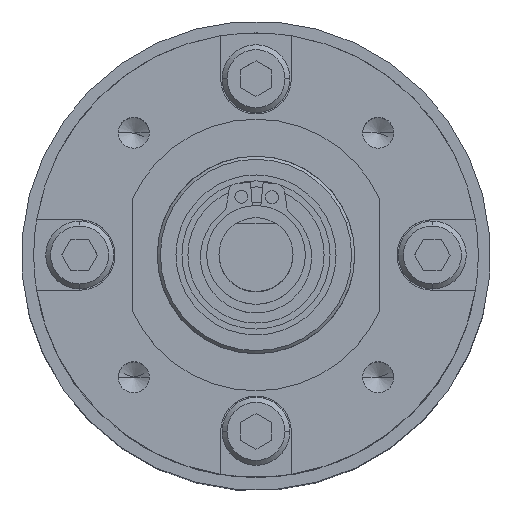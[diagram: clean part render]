
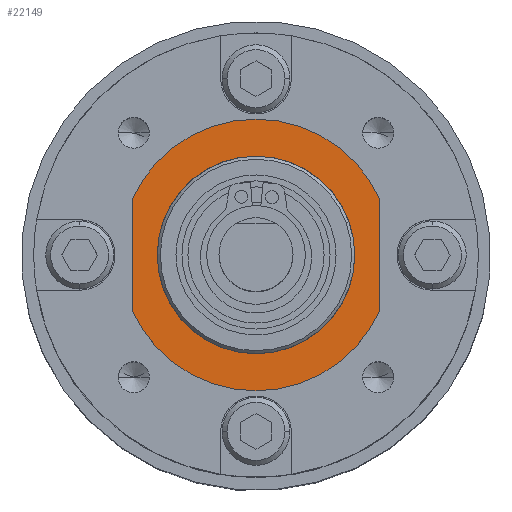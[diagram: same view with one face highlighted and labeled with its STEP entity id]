
A CAD part, top view. The second image highlights one B-rep face of the part: STEP entity #22149.
In plain terms, the highlighted planar face has unit normal (0, 0, 1).
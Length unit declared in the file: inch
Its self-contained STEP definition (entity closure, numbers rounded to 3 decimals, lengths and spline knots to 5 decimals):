
#14 = DIRECTION ( 'NONE',  ( 0., 0., 1. ) ) ;
#350 = CIRCLE ( 'NONE', #14110, 0.43307 ) ;
#549 = LINE ( 'NONE', #19786, #2131 ) ;
#633 = EDGE_CURVE ( 'NONE', #9707, #34462, #16250, .T. ) ;
#926 = DIRECTION ( 'NONE',  ( 0., 0., 1. ) ) ;
#1381 = DIRECTION ( 'NONE',  ( 1., 0., 0. ) ) ;
#1453 = CARTESIAN_POINT ( 'NONE',  ( -0.3937, -0.18042, 1.09843 ) ) ;
#2131 = VECTOR ( 'NONE', #30788, 39.37008 ) ;
#2618 = ORIENTED_EDGE ( 'NONE', *, *, #7470, .F. ) ;
#3083 = PLANE ( 'NONE',  #12323 ) ;
#4001 = ORIENTED_EDGE ( 'NONE', *, *, #633, .F. ) ;
#4056 = AXIS2_PLACEMENT_3D ( 'NONE', #35629, #26035, #1381 ) ;
#4068 = EDGE_CURVE ( 'NONE', #26533, #12635, #549, .T. ) ;
#4123 = AXIS2_PLACEMENT_3D ( 'NONE', #34045, #28426, #11485 ) ;
#4610 = ORIENTED_EDGE ( 'NONE', *, *, #11395, .T. ) ;
#5074 = FACE_OUTER_BOUND ( 'NONE', #26502, .T. ) ;
#7470 = EDGE_CURVE ( 'NONE', #34462, #9707, #21902, .T. ) ;
#7697 = CARTESIAN_POINT ( 'NONE',  ( -0.3937, 0.18042, 1.09843 ) ) ;
#7951 = CARTESIAN_POINT ( 'NONE',  ( 0., 0., 1.09843 ) ) ;
#8120 = DIRECTION ( 'NONE',  ( 0., 0., 1. ) ) ;
#8456 = EDGE_LOOP ( 'NONE', ( #2618, #4001 ) ) ;
#9535 = VERTEX_POINT ( 'NONE', #19625 ) ;
#9707 = VERTEX_POINT ( 'NONE', #24971 ) ;
#10032 = CIRCLE ( 'NONE', #20958, 0.43307 ) ;
#10425 = LINE ( 'NONE', #7697, #33739 ) ;
#10795 = CARTESIAN_POINT ( 'NONE',  ( 0., 0., 1.09843 ) ) ;
#11000 = FACE_BOUND ( 'NONE', #8456, .T. ) ;
#11395 = EDGE_CURVE ( 'NONE', #9535, #23161, #10425, .T. ) ;
#11485 = DIRECTION ( 'NONE',  ( 1., 0., 0. ) ) ;
#11888 = DIRECTION ( 'NONE',  ( 1., 0., 0. ) ) ;
#11921 = ORIENTED_EDGE ( 'NONE', *, *, #26501, .T. ) ;
#12323 = AXIS2_PLACEMENT_3D ( 'NONE', #7951, #8120, #19487 ) ;
#12635 = VERTEX_POINT ( 'NONE', #17989 ) ;
#14110 = AXIS2_PLACEMENT_3D ( 'NONE', #31018, #926, #11888 ) ;
#14585 = ORIENTED_EDGE ( 'NONE', *, *, #4068, .T. ) ;
#16250 = CIRCLE ( 'NONE', #4123, 0.31496 ) ;
#16666 = CARTESIAN_POINT ( 'NONE',  ( 0.31496, 0., 1.09843 ) ) ;
#17989 = CARTESIAN_POINT ( 'NONE',  ( 0.3937, 0.18042, 1.09843 ) ) ;
#19487 = DIRECTION ( 'NONE',  ( 1., 0., 0. ) ) ;
#19625 = CARTESIAN_POINT ( 'NONE',  ( -0.3937, 0.18042, 1.09843 ) ) ;
#19786 = CARTESIAN_POINT ( 'NONE',  ( 0.3937, 0.18042, 1.09843 ) ) ;
#20958 = AXIS2_PLACEMENT_3D ( 'NONE', #10795, #14, #27722 ) ;
#21405 = DIRECTION ( 'NONE',  ( 0., -1., 0. ) ) ;
#21902 = CIRCLE ( 'NONE', #4056, 0.31496 ) ;
#22149 = ADVANCED_FACE ( 'NONE', ( #11000, #5074 ), #3083, .T. ) ;
#23161 = VERTEX_POINT ( 'NONE', #1453 ) ;
#24971 = CARTESIAN_POINT ( 'NONE',  ( -0.31496, 0., 1.09843 ) ) ;
#26035 = DIRECTION ( 'NONE',  ( 0., 0., 1. ) ) ;
#26501 = EDGE_CURVE ( 'NONE', #12635, #9535, #10032, .T. ) ;
#26502 = EDGE_LOOP ( 'NONE', ( #35211, #14585, #11921, #4610 ) ) ;
#26533 = VERTEX_POINT ( 'NONE', #30974 ) ;
#27404 = EDGE_CURVE ( 'NONE', #23161, #26533, #350, .T. ) ;
#27722 = DIRECTION ( 'NONE',  ( 1., 0., 0. ) ) ;
#28426 = DIRECTION ( 'NONE',  ( 0., 0., 1. ) ) ;
#30788 = DIRECTION ( 'NONE',  ( 0., 1., 0. ) ) ;
#30974 = CARTESIAN_POINT ( 'NONE',  ( 0.3937, -0.18042, 1.09843 ) ) ;
#31018 = CARTESIAN_POINT ( 'NONE',  ( 0., 0., 1.09843 ) ) ;
#33739 = VECTOR ( 'NONE', #21405, 39.37008 ) ;
#34045 = CARTESIAN_POINT ( 'NONE',  ( 0., 0., 1.09843 ) ) ;
#34462 = VERTEX_POINT ( 'NONE', #16666 ) ;
#35211 = ORIENTED_EDGE ( 'NONE', *, *, #27404, .T. ) ;
#35629 = CARTESIAN_POINT ( 'NONE',  ( 0., 0., 1.09843 ) ) ;
